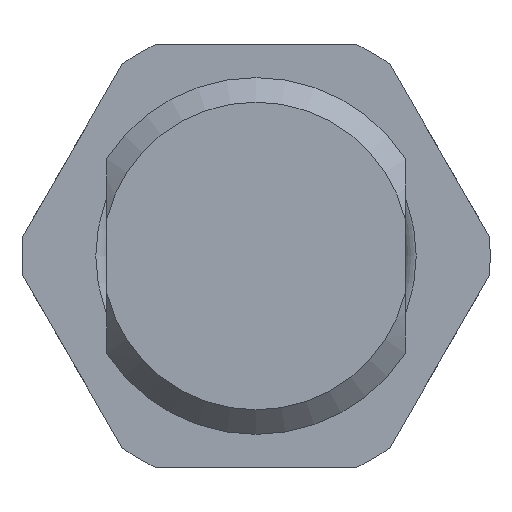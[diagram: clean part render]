
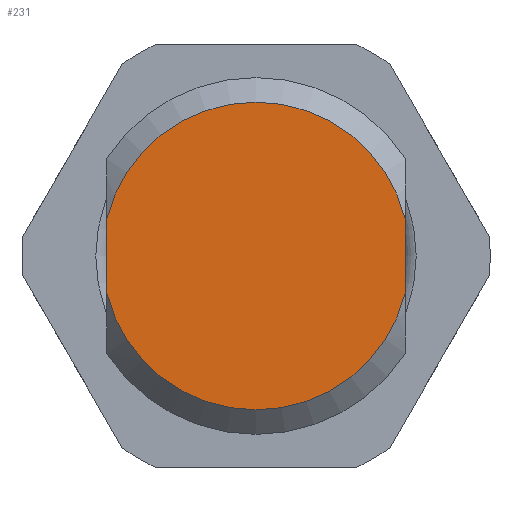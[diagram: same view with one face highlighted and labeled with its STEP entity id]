
A CAD part, left-side view. The second image highlights one B-rep face of the part: STEP entity #231.
In plain terms, the highlighted planar face has unit normal (-1, 0, 0).
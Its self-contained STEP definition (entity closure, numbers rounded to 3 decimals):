
#128=FACE_OUTER_BOUND('',#327,.T.);
#163=LINE('',#1228,#195);
#164=LINE('',#1232,#196);
#195=VECTOR('',#980,1.);
#196=VECTOR('',#983,1.);
#231=ADVANCED_FACE('',(#128),#258,.T.);
#258=PLANE('',#802);
#327=EDGE_LOOP('',(#485,#486,#487,#488));
#485=ORIENTED_EDGE('',*,*,#674,.T.);
#486=ORIENTED_EDGE('',*,*,#675,.T.);
#487=ORIENTED_EDGE('',*,*,#676,.T.);
#488=ORIENTED_EDGE('',*,*,#672,.T.);
#584=VERTEX_POINT('',#1220);
#585=VERTEX_POINT('',#1222);
#586=VERTEX_POINT('',#1229);
#587=VERTEX_POINT('',#1231);
#672=EDGE_CURVE('',#585,#584,#726,.T.);
#674=EDGE_CURVE('',#584,#586,#163,.T.);
#675=EDGE_CURVE('',#586,#587,#727,.T.);
#676=EDGE_CURVE('',#587,#585,#164,.T.);
#726=CIRCLE('',#799,6.9);
#727=CIRCLE('',#801,6.9);
#799=AXIS2_PLACEMENT_3D('',#1221,#976,#977);
#801=AXIS2_PLACEMENT_3D('',#1230,#981,#982);
#802=AXIS2_PLACEMENT_3D('',#1233,#984,#985);
#976=DIRECTION('',(-1.,0.,0.));
#977=DIRECTION('',(0.,0.,1.));
#980=DIRECTION('',(0.,0.,-1.));
#981=DIRECTION('',(-1.,0.,0.));
#982=DIRECTION('',(0.,0.,1.));
#983=DIRECTION('',(0.,0.,1.));
#984=DIRECTION('',(-1.,0.,0.));
#985=DIRECTION('',(0.,0.,1.));
#1220=CARTESIAN_POINT('',(0.,6.7,1.649));
#1221=CARTESIAN_POINT('',(0.,0.,0.));
#1222=CARTESIAN_POINT('',(0.,-6.7,1.649));
#1228=CARTESIAN_POINT('',(0.,6.7,4.371));
#1229=CARTESIAN_POINT('',(0.,6.7,-1.649));
#1230=CARTESIAN_POINT('',(0.,0.,0.));
#1231=CARTESIAN_POINT('',(0.,-6.7,-1.649));
#1232=CARTESIAN_POINT('',(0.,-6.7,-4.371));
#1233=CARTESIAN_POINT('',(0.,0.,0.));
